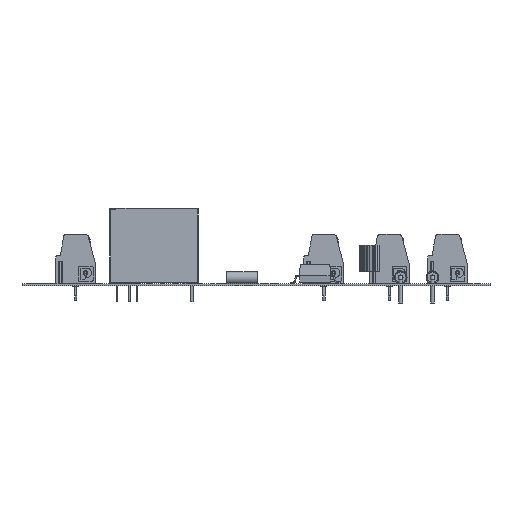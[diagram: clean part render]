
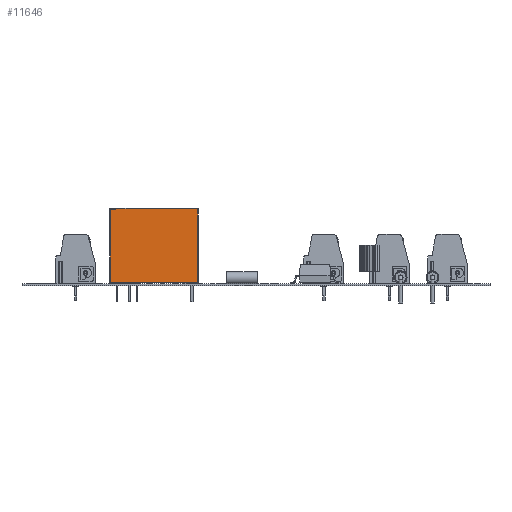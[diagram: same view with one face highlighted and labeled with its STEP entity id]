
A CAD part, left-side view. The second image highlights one B-rep face of the part: STEP entity #11646.
In plain terms, the highlighted face is planar.
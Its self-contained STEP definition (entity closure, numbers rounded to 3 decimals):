
#11646 = ADVANCED_FACE('',(#11647),#11697,.F.);
#11647 = FACE_BOUND('',#11648,.T.);
#11648 = EDGE_LOOP('',(#11649,#11659,#11667,#11675,#11683,#11691));
#11649 = ORIENTED_EDGE('',*,*,#11650,.F.);
#11650 = EDGE_CURVE('',#11651,#11653,#11655,.T.);
#11651 = VERTEX_POINT('',#11652);
#11652 = CARTESIAN_POINT('',(8.91,15.1,-4.975));
#11653 = VERTEX_POINT('',#11654);
#11654 = CARTESIAN_POINT('',(7.71,15.1,-4.975));
#11655 = LINE('',#11656,#11657);
#11656 = CARTESIAN_POINT('',(9.01,15.1,-4.975));
#11657 = VECTOR('',#11658,1.);
#11658 = DIRECTION('',(-1.,0.,0.));
#11659 = ORIENTED_EDGE('',*,*,#11660,.T.);
#11660 = EDGE_CURVE('',#11651,#11661,#11663,.T.);
#11661 = VERTEX_POINT('',#11662);
#11662 = CARTESIAN_POINT('',(8.91,0.3,-4.975));
#11663 = LINE('',#11664,#11665);
#11664 = CARTESIAN_POINT('',(8.91,15.3,-4.975));
#11665 = VECTOR('',#11666,1.);
#11666 = DIRECTION('',(0.,-1.,0.));
#11667 = ORIENTED_EDGE('',*,*,#11668,.F.);
#11668 = EDGE_CURVE('',#11669,#11661,#11671,.T.);
#11669 = VERTEX_POINT('',#11670);
#11670 = CARTESIAN_POINT('',(-8.91,0.3,-4.975));
#11671 = LINE('',#11672,#11673);
#11672 = CARTESIAN_POINT('',(-9.01,0.3,-4.975));
#11673 = VECTOR('',#11674,1.);
#11674 = DIRECTION('',(1.,0.,0.));
#11675 = ORIENTED_EDGE('',*,*,#11676,.T.);
#11676 = EDGE_CURVE('',#11669,#11677,#11679,.T.);
#11677 = VERTEX_POINT('',#11678);
#11678 = CARTESIAN_POINT('',(-8.91,15.2,-4.975));
#11679 = LINE('',#11680,#11681);
#11680 = CARTESIAN_POINT('',(-8.91,15.3,-4.975));
#11681 = VECTOR('',#11682,1.);
#11682 = DIRECTION('',(-0.,1.,-0.));
#11683 = ORIENTED_EDGE('',*,*,#11684,.T.);
#11684 = EDGE_CURVE('',#11677,#11685,#11687,.T.);
#11685 = VERTEX_POINT('',#11686);
#11686 = CARTESIAN_POINT('',(7.71,15.2,-4.975));
#11687 = LINE('',#11688,#11689);
#11688 = CARTESIAN_POINT('',(-9.01,15.2,-4.975));
#11689 = VECTOR('',#11690,1.);
#11690 = DIRECTION('',(1.,-0.,-0.));
#11691 = ORIENTED_EDGE('',*,*,#11692,.T.);
#11692 = EDGE_CURVE('',#11685,#11653,#11693,.T.);
#11693 = LINE('',#11694,#11695);
#11694 = CARTESIAN_POINT('',(7.71,15.3,-4.975));
#11695 = VECTOR('',#11696,1.);
#11696 = DIRECTION('',(-0.,-1.,0.));
#11697 = PLANE('',#11698);
#11698 = AXIS2_PLACEMENT_3D('',#11699,#11700,#11701);
#11699 = CARTESIAN_POINT('',(-9.01,15.3,-4.975));
#11700 = DIRECTION('',(0.,0.,1.));
#11701 = DIRECTION('',(1.,0.,-0.));
